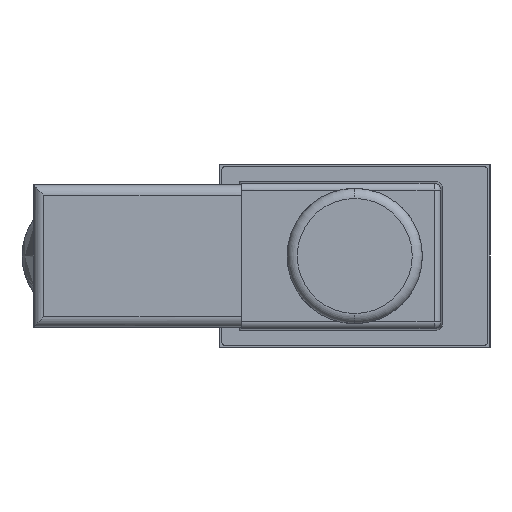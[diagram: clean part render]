
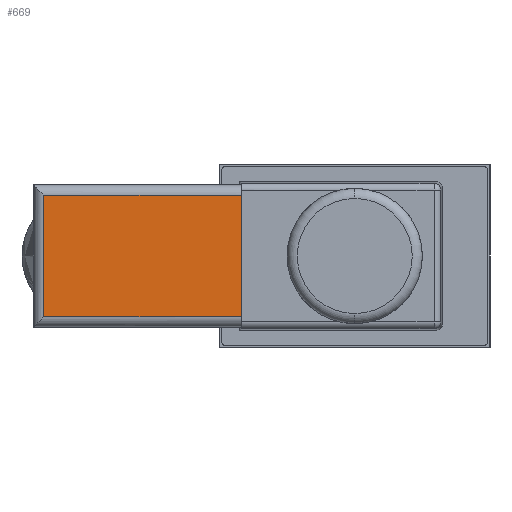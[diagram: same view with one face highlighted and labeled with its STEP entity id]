
A CAD part, left-side view. The second image highlights one B-rep face of the part: STEP entity #669.
In plain terms, the highlighted planar face has unit normal (-1, 0, 0).
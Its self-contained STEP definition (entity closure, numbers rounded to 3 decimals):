
#426 = CARTESIAN_POINT ( 'NONE',  ( -97.7, -500000., -9. ) ) ;
#609 = CARTESIAN_POINT ( 'NONE',  ( -97.7, -500000., 9. ) ) ;
#669 = ADVANCED_FACE ( 'NONE', ( #3871 ), #2985, .T. ) ;
#1317 = ORIENTED_EDGE ( 'NONE', *, *, #8049, .F. ) ;
#1556 = DIRECTION ( 'NONE',  ( 0., 0., 1. ) ) ;
#1733 = VECTOR ( 'NONE', #2361, 1000. ) ;
#1907 = VERTEX_POINT ( 'NONE', #7718 ) ;
#2002 = ORIENTED_EDGE ( 'NONE', *, *, #7623, .F. ) ;
#2361 = DIRECTION ( 'NONE',  ( 0., 1., 0. ) ) ;
#2477 = CARTESIAN_POINT ( 'NONE',  ( -97.7, 46., -9. ) ) ;
#2985 = PLANE ( 'NONE',  #4645 ) ;
#3098 = DIRECTION ( 'NONE',  ( 0., 1., 0. ) ) ;
#3116 = DIRECTION ( 'NONE',  ( -1., 0., 0. ) ) ;
#3225 = CARTESIAN_POINT ( 'NONE',  ( -97.7, -500000., 10.5 ) ) ;
#3871 = FACE_OUTER_BOUND ( 'NONE', #8111, .T. ) ;
#4010 = LINE ( 'NONE', #426, #1733 ) ;
#4189 = ORIENTED_EDGE ( 'NONE', *, *, #5535, .F. ) ;
#4349 = VERTEX_POINT ( 'NONE', #4354 ) ;
#4354 = CARTESIAN_POINT ( 'NONE',  ( -97.7, 46., 9. ) ) ;
#4645 = AXIS2_PLACEMENT_3D ( 'NONE', #3225, #3116, #3098 ) ;
#4904 = DIRECTION ( 'NONE',  ( 0., 0., -1. ) ) ;
#5042 = DIRECTION ( 'NONE',  ( 0., -1., 0. ) ) ;
#5336 = CARTESIAN_POINT ( 'NONE',  ( -97.7, 46., 10.5 ) ) ;
#5366 = VECTOR ( 'NONE', #5042, 1000. ) ;
#5535 = EDGE_CURVE ( 'NONE', #8125, #1907, #8110, .T. ) ;
#6168 = CARTESIAN_POINT ( 'NONE',  ( -97.7, 16.762, 9. ) ) ;
#6442 = VECTOR ( 'NONE', #4904, 1000. ) ;
#6558 = LINE ( 'NONE', #5336, #6763 ) ;
#6763 = VECTOR ( 'NONE', #1556, 1000. ) ;
#7024 = LINE ( 'NONE', #609, #5366 ) ;
#7246 = VERTEX_POINT ( 'NONE', #2477 ) ;
#7388 = CARTESIAN_POINT ( 'NONE',  ( -97.7, 16.762, 10.5 ) ) ;
#7474 = EDGE_CURVE ( 'NONE', #4349, #8125, #7024, .T. ) ;
#7623 = EDGE_CURVE ( 'NONE', #7246, #4349, #6558, .T. ) ;
#7718 = CARTESIAN_POINT ( 'NONE',  ( -97.7, 16.762, -9. ) ) ;
#7956 = ORIENTED_EDGE ( 'NONE', *, *, #7474, .F. ) ;
#8049 = EDGE_CURVE ( 'NONE', #1907, #7246, #4010, .T. ) ;
#8110 = LINE ( 'NONE', #7388, #6442 ) ;
#8111 = EDGE_LOOP ( 'NONE', ( #4189, #7956, #2002, #1317 ) ) ;
#8125 = VERTEX_POINT ( 'NONE', #6168 ) ;
